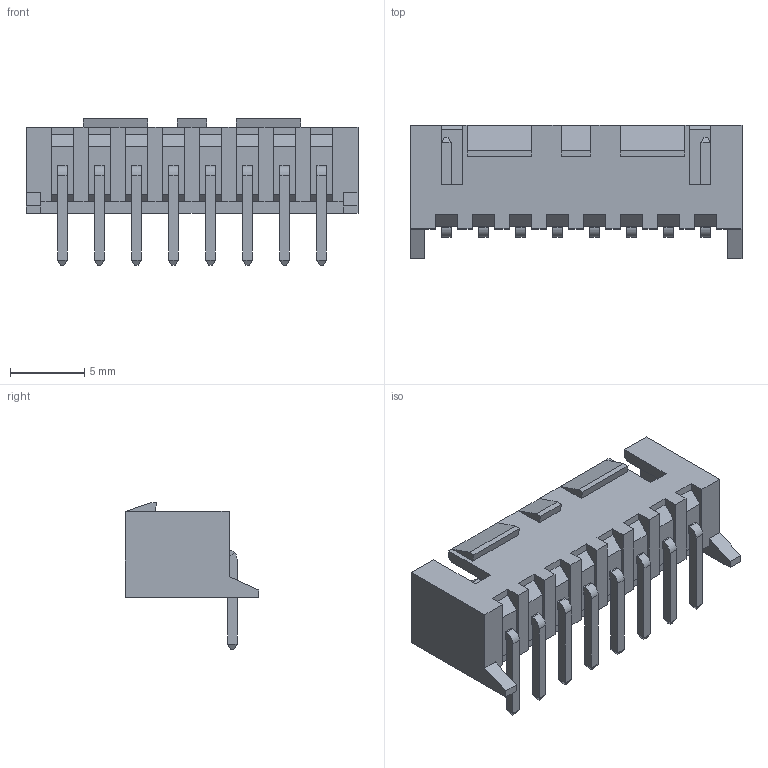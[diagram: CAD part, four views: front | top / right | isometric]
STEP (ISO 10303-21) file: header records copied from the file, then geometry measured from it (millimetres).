
FILE_DESCRIPTION (( 'STEP AP214' ), '1' );
FILE_NAME ('81AA9391-A462-484D-97F9-080EC73D3402.STEP', '2025-09-19T03:58:57', ( '' ), ( '' ), 'SwSTEP 2.0', 'SolidWorks 2022', '' );
FILE_SCHEMA (( 'AUTOMOTIVE_DESIGN' ));
Length unit declared in the file: millimetre
Products named in the file (1): 81AA9391-A462-484D-97F9-080EC73D3402
Bounding box: 22.4 x 9 x 9.89 mm (x, y, z)
Volume: 469.3 mm3; surface area: 1145.8 mm2
Topology: 1 solids, 1 shells, 287 faces, 717 edges, 448 vertices
Faces by surface type: plane 279, cylinder 8
Entity records: 9450 total; most frequent: CARTESIAN_POINT 1453, ORIENTED_EDGE 1434, DIRECTION 1325, EDGE_CURVE 717, VECTOR 685, LINE 685, VERTEX_POINT 448, AXIS2_PLACEMENT_3D 320
